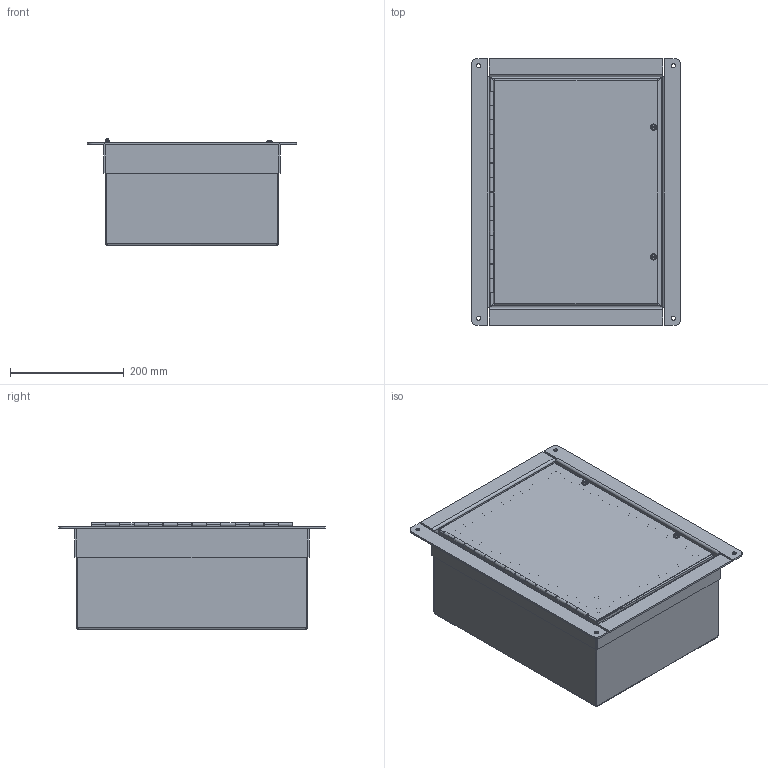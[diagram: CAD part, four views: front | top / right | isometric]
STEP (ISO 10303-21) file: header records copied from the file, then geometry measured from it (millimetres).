
FILE_DESCRIPTION(/* description */ ('16X12X6 WAFM TUB'),/* implementation_level */ '2;1');
FILE_NAME(/* name */ 'WA161206FM.stp',/* time_stamp */ '2014-11-11T21:42:17+05:00',/* author */ ('schinnathambi'),/* organization */ (''),/* preprocessor_version */ 'ST-DEVELOPER v15.2',/* originating_system */ 'Autodesk Inventor 2014',/* authorisation */ '');
FILE_SCHEMA (('AUTOMOTIVE_DESIGN { 1 0 10303 214 3 1 1 }'));
Length unit declared in the file: inch
Products named in the file (16): WA161206FMBKP; WA1612FMLID; 388116; H6010100T-14; H6010100L-14; H6010100P-14; H6010100-14; 38846; 372123; 39035; 39077; 38853; 30636; 30637; 16X12; WAFM_ASSM
Bounding box: 368.3 x 469.9 x 187.96 mm (x, y, z)
Volume: 1529266 mm3; surface area: 1435391.3 mm2
Topology: 23 solids, 23 shells, 568 faces, 1273 edges, 766 vertices
Faces by surface type: plane 347, cylinder 150, bspline 44, cone 21, torus 6
Full cylindrical faces by diameter (mm): 0.787 x2, 3.048 x1, 3.962 x2, 4.775 x2, 4.826 x2, 6.35 x1, 7.061 x2, 7.137 x6, 7.938 x2, 8.382 x8, 8.56 x1, 9.525 x3, 10.516 x2, 11.112 x2, 11.506 x2, 15.875 x4
Entity records: 13970 total; most frequent: CARTESIAN_POINT 3436, DIRECTION 2022, ORIENTED_EDGE 1984, EDGE_CURVE 992, LINE 694, VECTOR 694, AXIS2_PLACEMENT_3D 664, VERTEX_POINT 604
